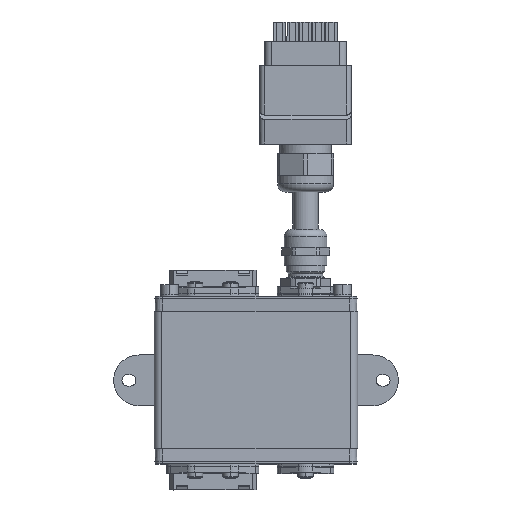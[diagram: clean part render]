
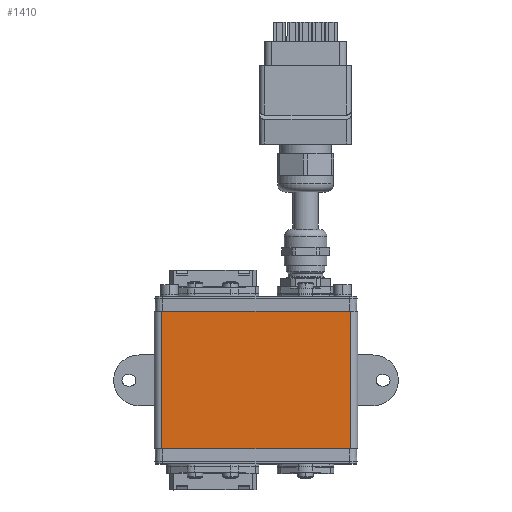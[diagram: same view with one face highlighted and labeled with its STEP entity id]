
A CAD part, top view. The second image highlights one B-rep face of the part: STEP entity #1410.
In plain terms, the highlighted planar face has unit normal (0, 0, 1).
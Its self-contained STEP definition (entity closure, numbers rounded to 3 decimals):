
#1390=AXIS2_PLACEMENT_3D('Plane Axis2P3D',#1387,#1388,#1389) ;
#1211=CARTESIAN_POINT('Line Origine',(56.,70.2,62.)) ;
#1215=CARTESIAN_POINT('Vertex',(93.,70.2,62.)) ;
#1217=CARTESIAN_POINT('Vertex',(19.,70.2,62.)) ;
#1368=CARTESIAN_POINT('Line Origine',(93.,43.2,62.)) ;
#1372=CARTESIAN_POINT('Vertex',(93.,16.2,62.)) ;
#1387=CARTESIAN_POINT('Axis2P3D Location',(93.,43.2,62.)) ;
#1392=CARTESIAN_POINT('Line Origine',(19.,43.2,62.)) ;
#1396=CARTESIAN_POINT('Vertex',(19.,16.2,62.)) ;
#1399=CARTESIAN_POINT('Line Origine',(56.,16.2,62.)) ;
#1212=DIRECTION('Vector Direction',(1.,0.,0.)) ;
#1369=DIRECTION('Vector Direction',(0.,-1.,0.)) ;
#1388=DIRECTION('Axis2P3D Direction',(0.,0.,1.)) ;
#1389=DIRECTION('Axis2P3D XDirection',(-1.,0.,0.)) ;
#1393=DIRECTION('Vector Direction',(0.,-1.,0.)) ;
#1400=DIRECTION('Vector Direction',(-1.,0.,0.)) ;
#1213=VECTOR('Line Direction',#1212,1.) ;
#1370=VECTOR('Line Direction',#1369,1.) ;
#1394=VECTOR('Line Direction',#1393,1.) ;
#1401=VECTOR('Line Direction',#1400,1.) ;
#1405=ORIENTED_EDGE('',*,*,#1398,.T.) ;
#1406=ORIENTED_EDGE('',*,*,#1403,.F.) ;
#1407=ORIENTED_EDGE('',*,*,#1374,.F.) ;
#1408=ORIENTED_EDGE('',*,*,#1219,.T.) ;
#1410=ADVANCED_FACE('Hauptk\X2\00F6\X0\rper',(#1409),#1391,.T.) ;
#1219=EDGE_CURVE('',#1216,#1218,#1214,.F.) ;
#1374=EDGE_CURVE('',#1216,#1373,#1371,.T.) ;
#1398=EDGE_CURVE('',#1218,#1397,#1395,.T.) ;
#1403=EDGE_CURVE('',#1373,#1397,#1402,.T.) ;
#1404=EDGE_LOOP('',(#1405,#1406,#1407,#1408)) ;
#1409=FACE_OUTER_BOUND('',#1404,.T.) ;
#1214=LINE('Line',#1211,#1213) ;
#1371=LINE('Line',#1368,#1370) ;
#1395=LINE('Line',#1392,#1394) ;
#1402=LINE('Line',#1399,#1401) ;
#1391=PLANE('',#1390) ;
#1216=VERTEX_POINT('',#1215) ;
#1218=VERTEX_POINT('',#1217) ;
#1373=VERTEX_POINT('',#1372) ;
#1397=VERTEX_POINT('',#1396) ;
